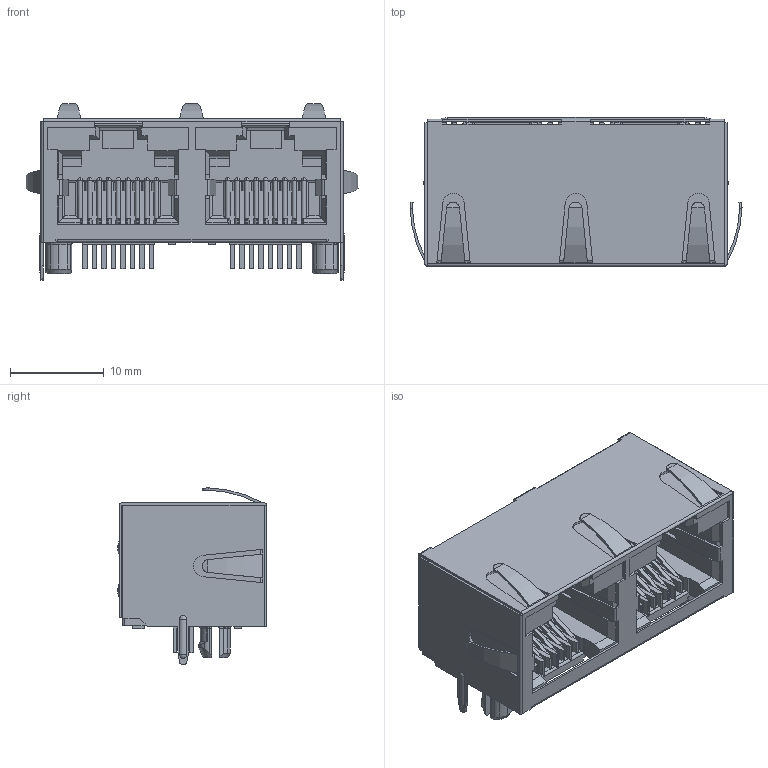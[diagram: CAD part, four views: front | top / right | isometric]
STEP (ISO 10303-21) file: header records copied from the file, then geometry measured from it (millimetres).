
FILE_DESCRIPTION (( 'STEP AP214' ), '1' );
FILE_NAME ('M-RJHSE-X380-02-REVT1.STEP', '2024-05-21T06:51:18', ( '' ), ( '' ), 'SwSTEP 2.0', 'SolidWorks 2020', '' );
FILE_SCHEMA (( 'AUTOMOTIVE_DESIGN' ));
Length unit declared in the file: millimetre
Products named in the file (1): M-RJHSE-X380-02-REVT1
Bounding box: 35.45 x 15.9 x 18.84 mm (x, y, z)
Volume: 3065.5 mm3; surface area: 7738.8 mm2
Topology: 1 solids, 1 shells, 2310 faces, 6695 edges, 4368 vertices
Faces by surface type: plane 1569, cylinder 539, bspline 194, cone 8
Entity records: 103670 total; most frequent: CARTESIAN_POINT 18956, ORIENTED_EDGE 13354, DIRECTION 11056, EDGE_CURVE 6677, VECTOR 5154, LINE 5154, VERTEX_POINT 4368, AXIS2_PLACEMENT_3D 2951
